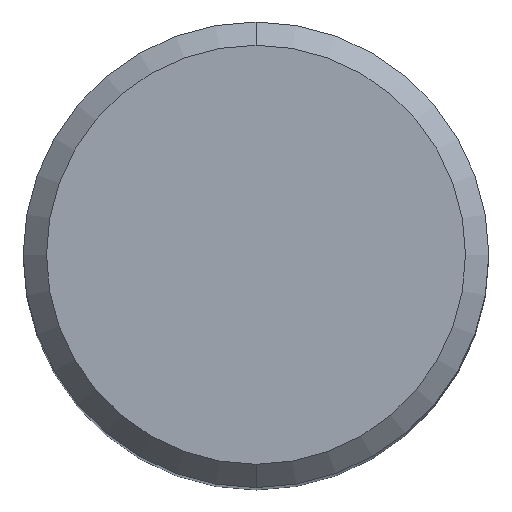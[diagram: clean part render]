
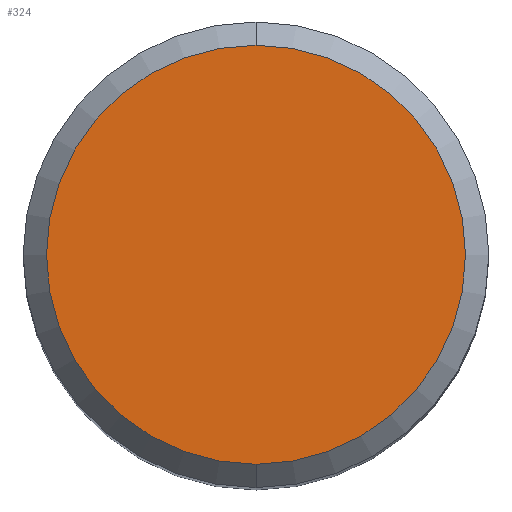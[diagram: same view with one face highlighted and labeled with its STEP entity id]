
A CAD part, top view. The second image highlights one B-rep face of the part: STEP entity #324.
In plain terms, the highlighted planar face has unit normal (0, 0, 1).
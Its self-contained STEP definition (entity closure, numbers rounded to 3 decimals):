
#200=VERTEX_POINT('',#502);
#208=EDGE_CURVE('',#418,#200,#512,.T.);
#324=ADVANCED_FACE('',(#638),#639,.T.);
#416=EDGE_CURVE('',#200,#418,#741,.T.);
#418=VERTEX_POINT('',#743);
#502=CARTESIAN_POINT('',(0.0,7.2,0.0));
#512=CIRCLE('',#884,7.2);
#638=FACE_OUTER_BOUND('',#1125,.T.);
#639=PLANE('',#1126);
#741=CIRCLE('',#1391,7.2);
#743=CARTESIAN_POINT('',(0.,-7.2,0.0));
#884=AXIS2_PLACEMENT_3D('',#1533,#1534,#1535);
#1125=EDGE_LOOP('',(#1670,#1671));
#1126=AXIS2_PLACEMENT_3D('',#1672,#1673,#1674);
#1391=AXIS2_PLACEMENT_3D('',#1784,#1785,#1786);
#1533=CARTESIAN_POINT('',(0.0,0.0,0.0));
#1534=DIRECTION('',(0.0,0.0,-1.0));
#1535=DIRECTION('',(0.0,1.0,0.0));
#1670=ORIENTED_EDGE('',*,*,#416,.F.);
#1671=ORIENTED_EDGE('',*,*,#208,.F.);
#1672=CARTESIAN_POINT('',(0.0,3.6,0.0));
#1673=DIRECTION('',(-0.0,0.0,1.0));
#1674=DIRECTION('',(0.0,-1.0,0.0));
#1784=CARTESIAN_POINT('',(0.0,0.0,0.0));
#1785=DIRECTION('',(0.0,0.0,-1.0));
#1786=DIRECTION('',(0.0,1.0,0.0));
